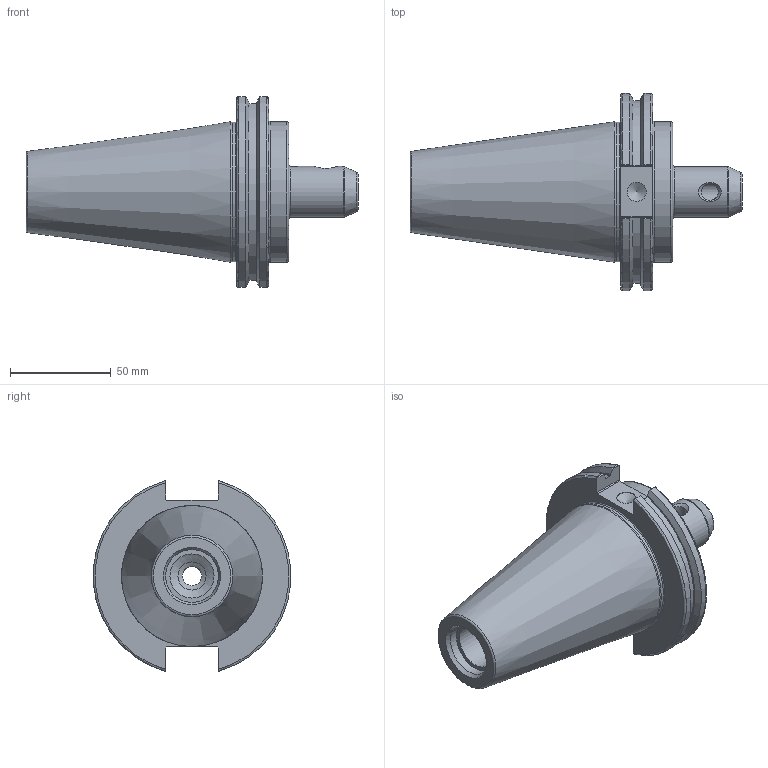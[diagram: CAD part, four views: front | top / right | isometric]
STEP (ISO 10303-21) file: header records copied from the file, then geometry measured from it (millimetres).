
FILE_DESCRIPTION(/* description */ (''),/* implementation_level */ '2;1');
FILE_NAME(/* name */ 'AL004B25.stp',/* time_stamp */ '2025-01-23T16:12:18+09:00',/* author */ ('YSH'),/* organization */ (''),/* preprocessor_version */ 'ST-DEVELOPER v20',/* originating_system */ 'Autodesk Inventor 2025',/* authorisation */ '');
FILE_SCHEMA (('AUTOMOTIVE_DESIGN { 1 0 10303 214 3 1 1 }'));
Length unit declared in the file: millimetre
Products named in the file (1): LO-CAT50-EMH9.525-63.5
Bounding box: 165.1 x 98.06 x 94.69 mm (x, y, z)
Volume: 372723.7 mm3; surface area: 49873.2 mm2
Topology: 1 solids, 1 shells, 67 faces, 181 edges, 118 vertices
Faces by surface type: plane 28, cylinder 15, cone 12, torus 12
Full cylindrical faces by diameter (mm): 8.382 x1, 9.525 x2, 14 x1, 21.971 x1, 25.4 x1, 26.2 x1, 69.25 x1, 69.85 x1
Entity records: 2293 total; most frequent: CARTESIAN_POINT 590, ORIENTED_EDGE 360, DIRECTION 343, EDGE_CURVE 180, AXIS2_PLACEMENT_3D 134, VERTEX_POINT 118, LINE 75, VECTOR 75
